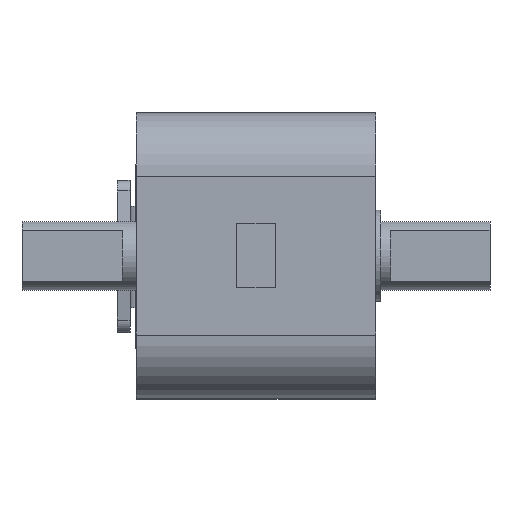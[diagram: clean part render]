
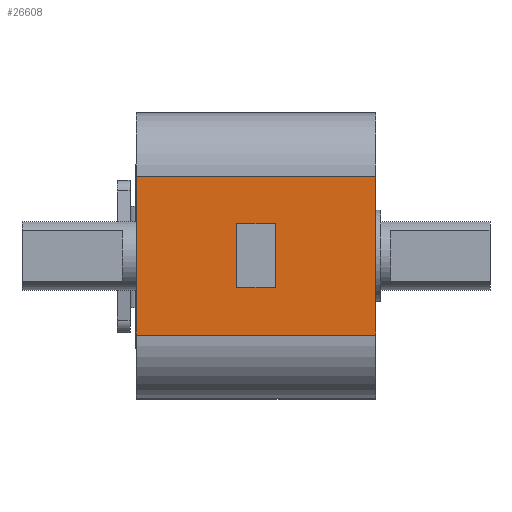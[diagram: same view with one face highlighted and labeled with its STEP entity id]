
A CAD part, top view. The second image highlights one B-rep face of the part: STEP entity #26608.
In plain terms, the highlighted planar face has unit normal (0, 0, 1).
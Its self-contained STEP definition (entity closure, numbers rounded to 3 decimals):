
#25432 = PLANE('',#25433);
#25433 = AXIS2_PLACEMENT_3D('',#25434,#25435,#25436);
#25434 = CARTESIAN_POINT('',(0.,0.,0.));
#25435 = DIRECTION('',(1.,0.,0.));
#25436 = DIRECTION('',(0.,0.,1.));
#25460 = CYLINDRICAL_SURFACE('',#25461,5.);
#25461 = AXIS2_PLACEMENT_3D('',#25462,#25463,#25464);
#25462 = CARTESIAN_POINT('',(0.,17.5,32.25));
#25463 = DIRECTION('',(1.,0.,0.));
#25464 = DIRECTION('',(0.,1.,0.));
#25488 = PLANE('',#25489);
#25489 = AXIS2_PLACEMENT_3D('',#25490,#25491,#25492);
#25490 = CARTESIAN_POINT('',(18.8,0.,0.));
#25491 = DIRECTION('',(1.,0.,0.));
#25492 = DIRECTION('',(0.,0.,1.));
#25666 = VERTEX_POINT('',#25667);
#25667 = CARTESIAN_POINT('',(0.,17.5,37.25));
#25689 = EDGE_CURVE('',#25690,#25666,#25692,.T.);
#25690 = VERTEX_POINT('',#25691);
#25691 = CARTESIAN_POINT('',(0.,5.,37.25));
#25692 = SURFACE_CURVE('',#25693,(#25697,#25704),.PCURVE_S1.);
#25693 = LINE('',#25694,#25695);
#25694 = CARTESIAN_POINT('',(0.,0.,37.25));
#25695 = VECTOR('',#25696,1.);
#25696 = DIRECTION('',(0.,1.,0.));
#25697 = PCURVE('',#25432,#25698);
#25698 = DEFINITIONAL_REPRESENTATION('',(#25699),#25703);
#25699 = LINE('',#25700,#25701);
#25700 = CARTESIAN_POINT('',(37.25,0.));
#25701 = VECTOR('',#25702,1.);
#25702 = DIRECTION('',(0.,-1.));
#25703 = ( GEOMETRIC_REPRESENTATION_CONTEXT(2) 
PARAMETRIC_REPRESENTATION_CONTEXT() REPRESENTATION_CONTEXT('2D SPACE',''
  ) );
#25704 = PCURVE('',#25705,#25710);
#25705 = PLANE('',#25706);
#25706 = AXIS2_PLACEMENT_3D('',#25707,#25708,#25709);
#25707 = CARTESIAN_POINT('',(0.,0.,37.25));
#25708 = DIRECTION('',(0.,0.,1.));
#25709 = DIRECTION('',(1.,0.,0.));
#25710 = DEFINITIONAL_REPRESENTATION('',(#25711),#25715);
#25711 = LINE('',#25712,#25713);
#25712 = CARTESIAN_POINT('',(0.,0.));
#25713 = VECTOR('',#25714,1.);
#25714 = DIRECTION('',(0.,1.));
#25715 = ( GEOMETRIC_REPRESENTATION_CONTEXT(2) 
PARAMETRIC_REPRESENTATION_CONTEXT() REPRESENTATION_CONTEXT('2D SPACE',''
  ) );
#25736 = CYLINDRICAL_SURFACE('',#25737,5.);
#25737 = AXIS2_PLACEMENT_3D('',#25738,#25739,#25740);
#25738 = CARTESIAN_POINT('',(0.,5.,32.25));
#25739 = DIRECTION('',(1.,0.,0.));
#25740 = DIRECTION('',(0.,-1.,0.));
#25907 = EDGE_CURVE('',#25666,#25908,#25910,.T.);
#25908 = VERTEX_POINT('',#25909);
#25909 = CARTESIAN_POINT('',(18.8,17.5,37.25));
#25910 = SURFACE_CURVE('',#25911,(#25915,#25922),.PCURVE_S1.);
#25911 = LINE('',#25912,#25913);
#25912 = CARTESIAN_POINT('',(0.,17.5,37.25));
#25913 = VECTOR('',#25914,1.);
#25914 = DIRECTION('',(1.,0.,0.));
#25915 = PCURVE('',#25460,#25916);
#25916 = DEFINITIONAL_REPRESENTATION('',(#25917),#25921);
#25917 = LINE('',#25918,#25919);
#25918 = CARTESIAN_POINT('',(1.571,0.));
#25919 = VECTOR('',#25920,1.);
#25920 = DIRECTION('',(0.,1.));
#25921 = ( GEOMETRIC_REPRESENTATION_CONTEXT(2) 
PARAMETRIC_REPRESENTATION_CONTEXT() REPRESENTATION_CONTEXT('2D SPACE',''
  ) );
#25922 = PCURVE('',#25705,#25923);
#25923 = DEFINITIONAL_REPRESENTATION('',(#25924),#25928);
#25924 = LINE('',#25925,#25926);
#25925 = CARTESIAN_POINT('',(0.,17.5));
#25926 = VECTOR('',#25927,1.);
#25927 = DIRECTION('',(1.,0.));
#25928 = ( GEOMETRIC_REPRESENTATION_CONTEXT(2) 
PARAMETRIC_REPRESENTATION_CONTEXT() REPRESENTATION_CONTEXT('2D SPACE',''
  ) );
#26058 = EDGE_CURVE('',#26059,#25908,#26061,.T.);
#26059 = VERTEX_POINT('',#26060);
#26060 = CARTESIAN_POINT('',(18.8,5.,37.25));
#26061 = SURFACE_CURVE('',#26062,(#26066,#26073),.PCURVE_S1.);
#26062 = LINE('',#26063,#26064);
#26063 = CARTESIAN_POINT('',(18.8,0.,37.25));
#26064 = VECTOR('',#26065,1.);
#26065 = DIRECTION('',(0.,1.,0.));
#26066 = PCURVE('',#25488,#26067);
#26067 = DEFINITIONAL_REPRESENTATION('',(#26068),#26072);
#26068 = LINE('',#26069,#26070);
#26069 = CARTESIAN_POINT('',(37.25,0.));
#26070 = VECTOR('',#26071,1.);
#26071 = DIRECTION('',(0.,-1.));
#26072 = ( GEOMETRIC_REPRESENTATION_CONTEXT(2) 
PARAMETRIC_REPRESENTATION_CONTEXT() REPRESENTATION_CONTEXT('2D SPACE',''
  ) );
#26073 = PCURVE('',#25705,#26074);
#26074 = DEFINITIONAL_REPRESENTATION('',(#26075),#26079);
#26075 = LINE('',#26076,#26077);
#26076 = CARTESIAN_POINT('',(18.8,0.));
#26077 = VECTOR('',#26078,1.);
#26078 = DIRECTION('',(0.,1.));
#26079 = ( GEOMETRIC_REPRESENTATION_CONTEXT(2) 
PARAMETRIC_REPRESENTATION_CONTEXT() REPRESENTATION_CONTEXT('2D SPACE',''
  ) );
#26537 = EDGE_CURVE('',#25690,#26059,#26538,.T.);
#26538 = SURFACE_CURVE('',#26539,(#26543,#26550),.PCURVE_S1.);
#26539 = LINE('',#26540,#26541);
#26540 = CARTESIAN_POINT('',(0.,5.,37.25));
#26541 = VECTOR('',#26542,1.);
#26542 = DIRECTION('',(1.,0.,0.));
#26543 = PCURVE('',#25736,#26544);
#26544 = DEFINITIONAL_REPRESENTATION('',(#26545),#26549);
#26545 = LINE('',#26546,#26547);
#26546 = CARTESIAN_POINT('',(-1.571,0.));
#26547 = VECTOR('',#26548,1.);
#26548 = DIRECTION('',(0.,1.));
#26549 = ( GEOMETRIC_REPRESENTATION_CONTEXT(2) 
PARAMETRIC_REPRESENTATION_CONTEXT() REPRESENTATION_CONTEXT('2D SPACE',''
  ) );
#26550 = PCURVE('',#25705,#26551);
#26551 = DEFINITIONAL_REPRESENTATION('',(#26552),#26556);
#26552 = LINE('',#26553,#26554);
#26553 = CARTESIAN_POINT('',(0.,5.));
#26554 = VECTOR('',#26555,1.);
#26555 = DIRECTION('',(1.,0.));
#26556 = ( GEOMETRIC_REPRESENTATION_CONTEXT(2) 
PARAMETRIC_REPRESENTATION_CONTEXT() REPRESENTATION_CONTEXT('2D SPACE',''
  ) );
#26608 = ADVANCED_FACE('',(#26609,#26615),#25705,.T.);
#26609 = FACE_BOUND('',#26610,.T.);
#26610 = EDGE_LOOP('',(#26611,#26612,#26613,#26614));
#26611 = ORIENTED_EDGE('',*,*,#25689,.F.);
#26612 = ORIENTED_EDGE('',*,*,#26537,.T.);
#26613 = ORIENTED_EDGE('',*,*,#26058,.T.);
#26614 = ORIENTED_EDGE('',*,*,#25907,.F.);
#26615 = FACE_BOUND('',#26616,.T.);
#26616 = EDGE_LOOP('',(#26617,#26647,#26675,#26703));
#26617 = ORIENTED_EDGE('',*,*,#26618,.T.);
#26618 = EDGE_CURVE('',#26619,#26621,#26623,.T.);
#26619 = VERTEX_POINT('',#26620);
#26620 = CARTESIAN_POINT('',(7.9,13.75,37.25));
#26621 = VERTEX_POINT('',#26622);
#26622 = CARTESIAN_POINT('',(10.9,13.75,37.25));
#26623 = SURFACE_CURVE('',#26624,(#26628,#26635),.PCURVE_S1.);
#26624 = LINE('',#26625,#26626);
#26625 = CARTESIAN_POINT('',(7.9,13.75,37.25));
#26626 = VECTOR('',#26627,1.);
#26627 = DIRECTION('',(1.,0.,0.));
#26628 = PCURVE('',#25705,#26629);
#26629 = DEFINITIONAL_REPRESENTATION('',(#26630),#26634);
#26630 = LINE('',#26631,#26632);
#26631 = CARTESIAN_POINT('',(7.9,13.75));
#26632 = VECTOR('',#26633,1.);
#26633 = DIRECTION('',(1.,0.));
#26634 = ( GEOMETRIC_REPRESENTATION_CONTEXT(2) 
PARAMETRIC_REPRESENTATION_CONTEXT() REPRESENTATION_CONTEXT('2D SPACE',''
  ) );
#26635 = PCURVE('',#26636,#26641);
#26636 = PLANE('',#26637);
#26637 = AXIS2_PLACEMENT_3D('',#26638,#26639,#26640);
#26638 = CARTESIAN_POINT('',(7.9,13.75,37.25));
#26639 = DIRECTION('',(0.,1.,0.));
#26640 = DIRECTION('',(0.,0.,1.));
#26641 = DEFINITIONAL_REPRESENTATION('',(#26642),#26646);
#26642 = LINE('',#26643,#26644);
#26643 = CARTESIAN_POINT('',(0.,0.));
#26644 = VECTOR('',#26645,1.);
#26645 = DIRECTION('',(0.,1.));
#26646 = ( GEOMETRIC_REPRESENTATION_CONTEXT(2) 
PARAMETRIC_REPRESENTATION_CONTEXT() REPRESENTATION_CONTEXT('2D SPACE',''
  ) );
#26647 = ORIENTED_EDGE('',*,*,#26648,.F.);
#26648 = EDGE_CURVE('',#26649,#26621,#26651,.T.);
#26649 = VERTEX_POINT('',#26650);
#26650 = CARTESIAN_POINT('',(10.9,8.75,37.25));
#26651 = SURFACE_CURVE('',#26652,(#26656,#26663),.PCURVE_S1.);
#26652 = LINE('',#26653,#26654);
#26653 = CARTESIAN_POINT('',(10.9,8.75,37.25));
#26654 = VECTOR('',#26655,1.);
#26655 = DIRECTION('',(0.,1.,0.));
#26656 = PCURVE('',#25705,#26657);
#26657 = DEFINITIONAL_REPRESENTATION('',(#26658),#26662);
#26658 = LINE('',#26659,#26660);
#26659 = CARTESIAN_POINT('',(10.9,8.75));
#26660 = VECTOR('',#26661,1.);
#26661 = DIRECTION('',(0.,1.));
#26662 = ( GEOMETRIC_REPRESENTATION_CONTEXT(2) 
PARAMETRIC_REPRESENTATION_CONTEXT() REPRESENTATION_CONTEXT('2D SPACE',''
  ) );
#26663 = PCURVE('',#26664,#26669);
#26664 = PLANE('',#26665);
#26665 = AXIS2_PLACEMENT_3D('',#26666,#26667,#26668);
#26666 = CARTESIAN_POINT('',(10.9,8.75,37.25));
#26667 = DIRECTION('',(1.,0.,0.));
#26668 = DIRECTION('',(0.,0.,1.));
#26669 = DEFINITIONAL_REPRESENTATION('',(#26670),#26674);
#26670 = LINE('',#26671,#26672);
#26671 = CARTESIAN_POINT('',(0.,0.));
#26672 = VECTOR('',#26673,1.);
#26673 = DIRECTION('',(0.,-1.));
#26674 = ( GEOMETRIC_REPRESENTATION_CONTEXT(2) 
PARAMETRIC_REPRESENTATION_CONTEXT() REPRESENTATION_CONTEXT('2D SPACE',''
  ) );
#26675 = ORIENTED_EDGE('',*,*,#26676,.F.);
#26676 = EDGE_CURVE('',#26677,#26649,#26679,.T.);
#26677 = VERTEX_POINT('',#26678);
#26678 = CARTESIAN_POINT('',(7.9,8.75,37.25));
#26679 = SURFACE_CURVE('',#26680,(#26684,#26691),.PCURVE_S1.);
#26680 = LINE('',#26681,#26682);
#26681 = CARTESIAN_POINT('',(7.9,8.75,37.25));
#26682 = VECTOR('',#26683,1.);
#26683 = DIRECTION('',(1.,0.,0.));
#26684 = PCURVE('',#25705,#26685);
#26685 = DEFINITIONAL_REPRESENTATION('',(#26686),#26690);
#26686 = LINE('',#26687,#26688);
#26687 = CARTESIAN_POINT('',(7.9,8.75));
#26688 = VECTOR('',#26689,1.);
#26689 = DIRECTION('',(1.,0.));
#26690 = ( GEOMETRIC_REPRESENTATION_CONTEXT(2) 
PARAMETRIC_REPRESENTATION_CONTEXT() REPRESENTATION_CONTEXT('2D SPACE',''
  ) );
#26691 = PCURVE('',#26692,#26697);
#26692 = PLANE('',#26693);
#26693 = AXIS2_PLACEMENT_3D('',#26694,#26695,#26696);
#26694 = CARTESIAN_POINT('',(7.9,8.75,37.25));
#26695 = DIRECTION('',(0.,1.,0.));
#26696 = DIRECTION('',(0.,0.,1.));
#26697 = DEFINITIONAL_REPRESENTATION('',(#26698),#26702);
#26698 = LINE('',#26699,#26700);
#26699 = CARTESIAN_POINT('',(0.,0.));
#26700 = VECTOR('',#26701,1.);
#26701 = DIRECTION('',(0.,1.));
#26702 = ( GEOMETRIC_REPRESENTATION_CONTEXT(2) 
PARAMETRIC_REPRESENTATION_CONTEXT() REPRESENTATION_CONTEXT('2D SPACE',''
  ) );
#26703 = ORIENTED_EDGE('',*,*,#26704,.T.);
#26704 = EDGE_CURVE('',#26677,#26619,#26705,.T.);
#26705 = SURFACE_CURVE('',#26706,(#26710,#26717),.PCURVE_S1.);
#26706 = LINE('',#26707,#26708);
#26707 = CARTESIAN_POINT('',(7.9,8.75,37.25));
#26708 = VECTOR('',#26709,1.);
#26709 = DIRECTION('',(0.,1.,0.));
#26710 = PCURVE('',#25705,#26711);
#26711 = DEFINITIONAL_REPRESENTATION('',(#26712),#26716);
#26712 = LINE('',#26713,#26714);
#26713 = CARTESIAN_POINT('',(7.9,8.75));
#26714 = VECTOR('',#26715,1.);
#26715 = DIRECTION('',(0.,1.));
#26716 = ( GEOMETRIC_REPRESENTATION_CONTEXT(2) 
PARAMETRIC_REPRESENTATION_CONTEXT() REPRESENTATION_CONTEXT('2D SPACE',''
  ) );
#26717 = PCURVE('',#26718,#26723);
#26718 = PLANE('',#26719);
#26719 = AXIS2_PLACEMENT_3D('',#26720,#26721,#26722);
#26720 = CARTESIAN_POINT('',(7.9,8.75,37.25));
#26721 = DIRECTION('',(1.,0.,0.));
#26722 = DIRECTION('',(0.,0.,1.));
#26723 = DEFINITIONAL_REPRESENTATION('',(#26724),#26728);
#26724 = LINE('',#26725,#26726);
#26725 = CARTESIAN_POINT('',(0.,0.));
#26726 = VECTOR('',#26727,1.);
#26727 = DIRECTION('',(0.,-1.));
#26728 = ( GEOMETRIC_REPRESENTATION_CONTEXT(2) 
PARAMETRIC_REPRESENTATION_CONTEXT() REPRESENTATION_CONTEXT('2D SPACE',''
  ) );
